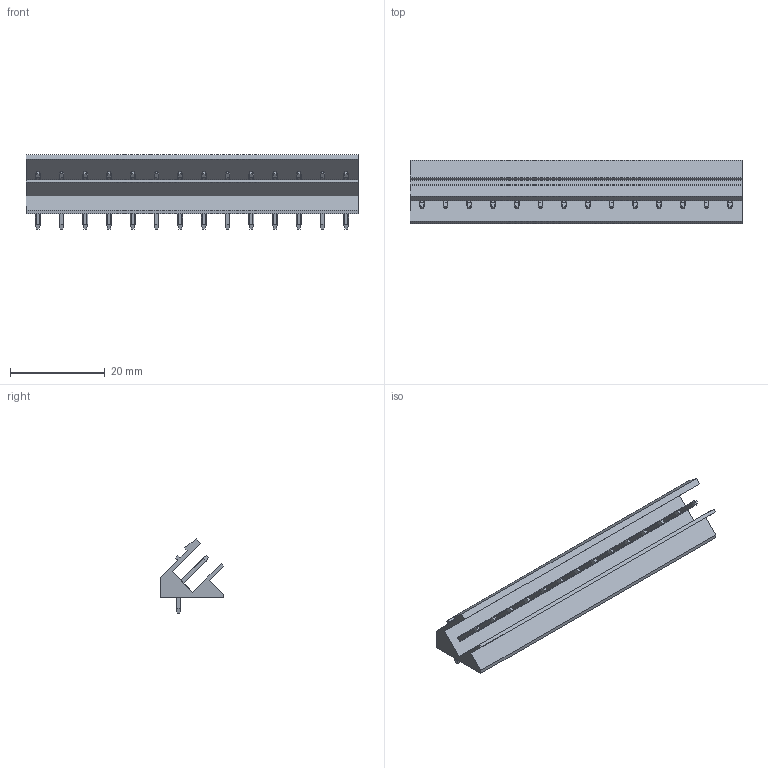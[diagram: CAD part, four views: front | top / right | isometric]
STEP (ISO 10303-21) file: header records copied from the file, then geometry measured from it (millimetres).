
FILE_DESCRIPTION(('CATIA V5 STEP Exchange','CAx-IF Rec.Pracs.--- Model Styling and Organization---1.2---2011-12-15'),'2;1');
FILE_NAME ('D1453856_0_1630370000_1630370000.stp','2018-10-13T04:00:29+00:00',('none'),('Weidmueller'),'CATIA Version 5-6 Release 2014','CATIA V5 STEP AP214','none');
FILE_SCHEMA(('AUTOMOTIVE_DESIGN { 1 0 10303 214 1 1 1 1 }'));
Length unit declared in the file: millimetre
Products named in the file (1): 1630370000
Bounding box: 70 x 13.3 x 15.63 mm (x, y, z)
Volume: 4175.9 mm3; surface area: 5587.2 mm2
Topology: 15 solids, 15 shells, 554 faces, 1460 edges, 936 vertices
Faces by surface type: plane 328, cylinder 226
Entity records: 20072 total; most frequent: CARTESIAN_POINT 7652, ORIENTED_EDGE 2920, DIRECTION 1836, EDGE_CURVE 1454, VECTOR 1006, LINE 1006, VERTEX_POINT 928, EDGE_LOOP 582
